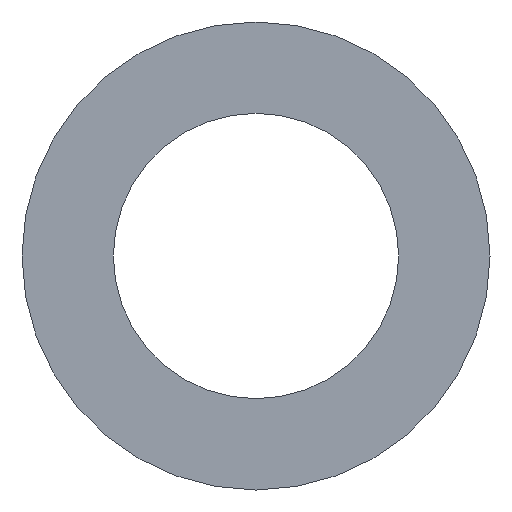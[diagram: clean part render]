
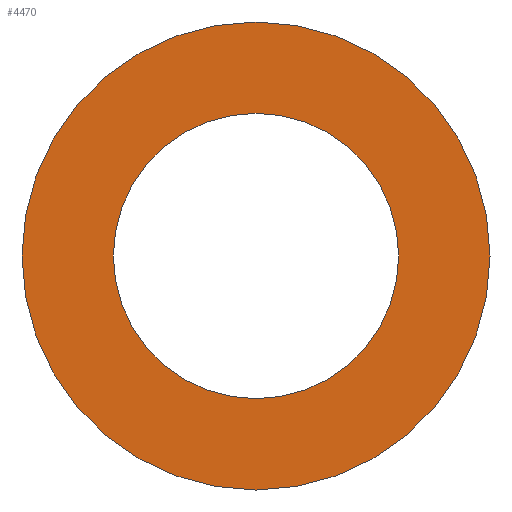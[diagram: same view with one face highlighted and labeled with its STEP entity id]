
A CAD part, left-side view. The second image highlights one B-rep face of the part: STEP entity #4470.
In plain terms, the highlighted planar face has unit normal (-1, 0, 0).
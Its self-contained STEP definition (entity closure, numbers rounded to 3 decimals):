
#3990=CARTESIAN_POINT('',(0.,2.05,0.));
#4000=VERTEX_POINT('',#3990);
#4030=CARTESIAN_POINT('',(0.,0.,0.));
#4040=DIRECTION('',(-1.,0.,0.));
#4050=DIRECTION('',(0.,1.,0.));
#4060=AXIS2_PLACEMENT_3D('',#4030,#4040,#4050);
#4070=CIRCLE('',#4060,2.05);
#4080=CARTESIAN_POINT('',(0.,-2.05,0.));
#4090=VERTEX_POINT('',#4080);
#4100=EDGE_CURVE('',#4000,#4090,#4070,.T.);
#4220=CARTESIAN_POINT('',(0.,1.025,0.));
#4230=DIRECTION('',(1.,-0.,-0.));
#4240=DIRECTION('',(-0.,-1.,0.));
#4250=AXIS2_PLACEMENT_3D('',#4220,#4230,#4240);
#4260=PLANE('',#4250);
#4270=ORIENTED_EDGE('',*,*,#4100,.T.);
#4280=EDGE_CURVE('',#4090,#4000,#4070,.T.);
#4290=ORIENTED_EDGE('',*,*,#4280,.T.);
#4300=EDGE_LOOP('',(#4290,#4270));
#4310=FACE_OUTER_BOUND('',#4300,.T.);
#4320=CARTESIAN_POINT('',(0.,0.,0.));
#4330=DIRECTION('',(-1.,0.,0.));
#4340=DIRECTION('',(0.,1.,0.));
#4350=AXIS2_PLACEMENT_3D('',#4320,#4330,#4340);
#4360=CIRCLE('',#4350,1.25);
#4370=CARTESIAN_POINT('',(0.,1.25,0.));
#4380=VERTEX_POINT('',#4370);
#4390=CARTESIAN_POINT('',(0.,-1.25,0.));
#4400=VERTEX_POINT('',#4390);
#4410=EDGE_CURVE('',#4380,#4400,#4360,.T.);
#4420=ORIENTED_EDGE('',*,*,#4410,.F.);
#4430=EDGE_CURVE('',#4400,#4380,#4360,.T.);
#4440=ORIENTED_EDGE('',*,*,#4430,.F.);
#4450=EDGE_LOOP('',(#4440,#4420));
#4460=FACE_BOUND('',#4450,.T.);
#4470=ADVANCED_FACE('',(#4310,#4460),#4260,.F.);
